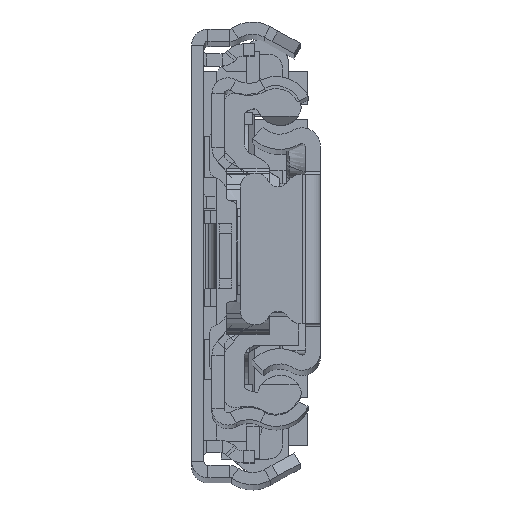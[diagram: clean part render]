
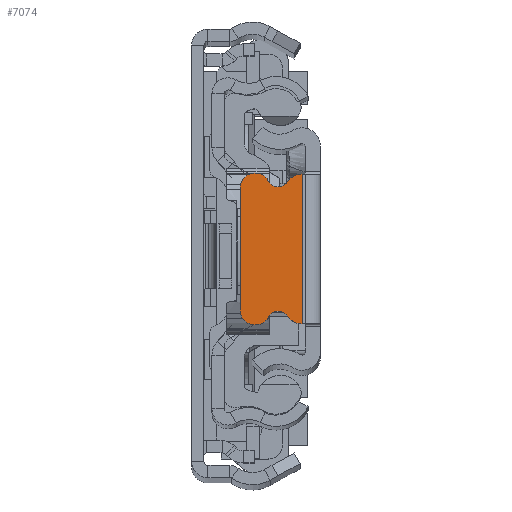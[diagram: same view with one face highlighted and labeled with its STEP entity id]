
A CAD part, top view. The second image highlights one B-rep face of the part: STEP entity #7074.
In plain terms, the highlighted planar face has unit normal (0, 0, 1).
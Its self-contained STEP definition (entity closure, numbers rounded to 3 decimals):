
#215 = VERTEX_POINT ( 'NONE', #26377 ) ;
#601 = DIRECTION ( 'NONE',  ( 0., -1., 0. ) ) ;
#975 = DIRECTION ( 'NONE',  ( -1., 0., 0. ) ) ;
#1008 = ORIENTED_EDGE ( 'NONE', *, *, #14847, .T. ) ;
#1787 = VERTEX_POINT ( 'NONE', #32071 ) ;
#2289 = DIRECTION ( 'NONE',  ( 1., 0., 0. ) ) ;
#2450 = DIRECTION ( 'NONE',  ( 0., 0., 1. ) ) ;
#2520 = CARTESIAN_POINT ( 'NONE',  ( -1.929, 7.37, 0. ) ) ;
#3360 = VERTEX_POINT ( 'NONE', #27607 ) ;
#4157 = CARTESIAN_POINT ( 'NONE',  ( -7.929, -6., 0. ) ) ;
#5075 = CARTESIAN_POINT ( 'NONE',  ( -6.429, -6., 0. ) ) ;
#5233 = DIRECTION ( 'NONE',  ( 0., 0., 1. ) ) ;
#5243 = ORIENTED_EDGE ( 'NONE', *, *, #19035, .T. ) ;
#5824 = DIRECTION ( 'NONE',  ( 1., 0., 0. ) ) ;
#7074 = ADVANCED_FACE ( 'NONE', ( #18146 ), #8303, .T. ) ;
#7646 = LINE ( 'NONE', #17165, #11486 ) ;
#8123 = EDGE_CURVE ( 'NONE', #25670, #21094, #15325, .T. ) ;
#8303 = PLANE ( 'NONE',  #9335 ) ;
#8305 = CIRCLE ( 'NONE', #8828, 1.5 ) ;
#8716 = DIRECTION ( 'NONE',  ( 0., 0., -1. ) ) ;
#8828 = AXIS2_PLACEMENT_3D ( 'NONE', #15293, #12857, #10402 ) ;
#9272 = CARTESIAN_POINT ( 'NONE',  ( -1.929, -7.37, 0. ) ) ;
#9319 = CARTESIAN_POINT ( 'NONE',  ( -7.929, 6., 0. ) ) ;
#9335 = AXIS2_PLACEMENT_3D ( 'NONE', #20798, #16163, #5824 ) ;
#9411 = CARTESIAN_POINT ( 'NONE',  ( -1.929, 7.37, 0. ) ) ;
#10183 = EDGE_CURVE ( 'NONE', #215, #21094, #13452, .T. ) ;
#10254 = VERTEX_POINT ( 'NONE', #27514 ) ;
#10402 = DIRECTION ( 'NONE',  ( -1., 0., 0. ) ) ;
#10471 = DIRECTION ( 'NONE',  ( 1., 0., 0. ) ) ;
#10890 = VERTEX_POINT ( 'NONE', #30218 ) ;
#11353 = CARTESIAN_POINT ( 'NONE',  ( -4.142, -7.236, 0. ) ) ;
#11486 = VECTOR ( 'NONE', #12429, 1000. ) ;
#11816 = VERTEX_POINT ( 'NONE', #9411 ) ;
#12325 = ORIENTED_EDGE ( 'NONE', *, *, #10183, .F. ) ;
#12429 = DIRECTION ( 'NONE',  ( 0., -1., 0. ) ) ;
#12560 = DIRECTION ( 'NONE',  ( 1., 0., 0. ) ) ;
#12857 = DIRECTION ( 'NONE',  ( 0., 0., 1. ) ) ;
#12931 = CARTESIAN_POINT ( 'NONE',  ( -4.142, 7.236, 0. ) ) ;
#13048 = EDGE_CURVE ( 'NONE', #11816, #1787, #8305, .T. ) ;
#13211 = AXIS2_PLACEMENT_3D ( 'NONE', #26914, #25087, #14417 ) ;
#13452 = LINE ( 'NONE', #23492, #24911 ) ;
#13655 = ORIENTED_EDGE ( 'NONE', *, *, #13048, .T. ) ;
#14061 = CIRCLE ( 'NONE', #16134, 1.1 ) ;
#14417 = DIRECTION ( 'NONE',  ( -1., 0., 0. ) ) ;
#14847 = EDGE_CURVE ( 'NONE', #28215, #10890, #23016, .T. ) ;
#15069 = CARTESIAN_POINT ( 'NONE',  ( -1.929, -5.87, 0. ) ) ;
#15124 = ORIENTED_EDGE ( 'NONE', *, *, #24241, .F. ) ;
#15199 = CARTESIAN_POINT ( 'NONE',  ( -1.75, 0., 0. ) ) ;
#15225 = DIRECTION ( 'NONE',  ( 1., 0., 0. ) ) ;
#15293 = CARTESIAN_POINT ( 'NONE',  ( -1.929, 5.87, 0. ) ) ;
#15325 = CIRCLE ( 'NONE', #22208, 1.5 ) ;
#15811 = CIRCLE ( 'NONE', #13211, 1.5 ) ;
#16134 = AXIS2_PLACEMENT_3D ( 'NONE', #11353, #8716, #16242 ) ;
#16163 = DIRECTION ( 'NONE',  ( 0., 0., 1. ) ) ;
#16242 = DIRECTION ( 'NONE',  ( -1., 0., 0. ) ) ;
#16305 = LINE ( 'NONE', #15199, #21632 ) ;
#16763 = VERTEX_POINT ( 'NONE', #9319 ) ;
#17165 = CARTESIAN_POINT ( 'NONE',  ( -7.929, -6., 0. ) ) ;
#17176 = VECTOR ( 'NONE', #12560, 1000. ) ;
#18146 = FACE_OUTER_BOUND ( 'NONE', #27645, .T. ) ;
#18461 = EDGE_CURVE ( 'NONE', #11816, #10254, #30258, .T. ) ;
#19035 = EDGE_CURVE ( 'NONE', #10890, #25670, #14061, .T. ) ;
#19302 = EDGE_CURVE ( 'NONE', #16763, #28215, #7646, .T. ) ;
#20798 = CARTESIAN_POINT ( 'NONE',  ( 292.771, 0., 0. ) ) ;
#21094 = VERTEX_POINT ( 'NONE', #9272 ) ;
#21437 = EDGE_CURVE ( 'NONE', #1787, #3360, #24187, .T. ) ;
#21563 = AXIS2_PLACEMENT_3D ( 'NONE', #12931, #23119, #10471 ) ;
#21632 = VECTOR ( 'NONE', #601, 1000. ) ;
#22208 = AXIS2_PLACEMENT_3D ( 'NONE', #15069, #2450, #2289 ) ;
#22701 = ORIENTED_EDGE ( 'NONE', *, *, #18461, .F. ) ;
#23016 = CIRCLE ( 'NONE', #29291, 1.5 ) ;
#23119 = DIRECTION ( 'NONE',  ( 0., 0., -1. ) ) ;
#23492 = CARTESIAN_POINT ( 'NONE',  ( -1.929, -7.37, 0. ) ) ;
#24099 = ORIENTED_EDGE ( 'NONE', *, *, #21437, .T. ) ;
#24138 = EDGE_CURVE ( 'NONE', #3360, #16763, #15811, .T. ) ;
#24187 = CIRCLE ( 'NONE', #21563, 1.1 ) ;
#24241 = EDGE_CURVE ( 'NONE', #10254, #215, #16305, .T. ) ;
#24344 = ORIENTED_EDGE ( 'NONE', *, *, #24138, .T. ) ;
#24885 = CARTESIAN_POINT ( 'NONE',  ( -3.206, -6.658, 0. ) ) ;
#24911 = VECTOR ( 'NONE', #975, 1000. ) ;
#25087 = DIRECTION ( 'NONE',  ( 0., 0., 1. ) ) ;
#25670 = VERTEX_POINT ( 'NONE', #24885 ) ;
#26377 = CARTESIAN_POINT ( 'NONE',  ( -1.75, -7.37, 0. ) ) ;
#26576 = ORIENTED_EDGE ( 'NONE', *, *, #19302, .T. ) ;
#26911 = ORIENTED_EDGE ( 'NONE', *, *, #8123, .T. ) ;
#26914 = CARTESIAN_POINT ( 'NONE',  ( -6.429, 6., 0. ) ) ;
#27514 = CARTESIAN_POINT ( 'NONE',  ( -1.75, 7.37, 0. ) ) ;
#27607 = CARTESIAN_POINT ( 'NONE',  ( -5.109, 6.713, 0. ) ) ;
#27645 = EDGE_LOOP ( 'NONE', ( #15124, #22701, #13655, #24099, #24344, #26576, #1008, #5243, #26911, #12325 ) ) ;
#28215 = VERTEX_POINT ( 'NONE', #4157 ) ;
#29291 = AXIS2_PLACEMENT_3D ( 'NONE', #5075, #5233, #15225 ) ;
#30218 = CARTESIAN_POINT ( 'NONE',  ( -5.109, -6.713, 0. ) ) ;
#30258 = LINE ( 'NONE', #2520, #17176 ) ;
#32071 = CARTESIAN_POINT ( 'NONE',  ( -3.206, 6.658, 0. ) ) ;
